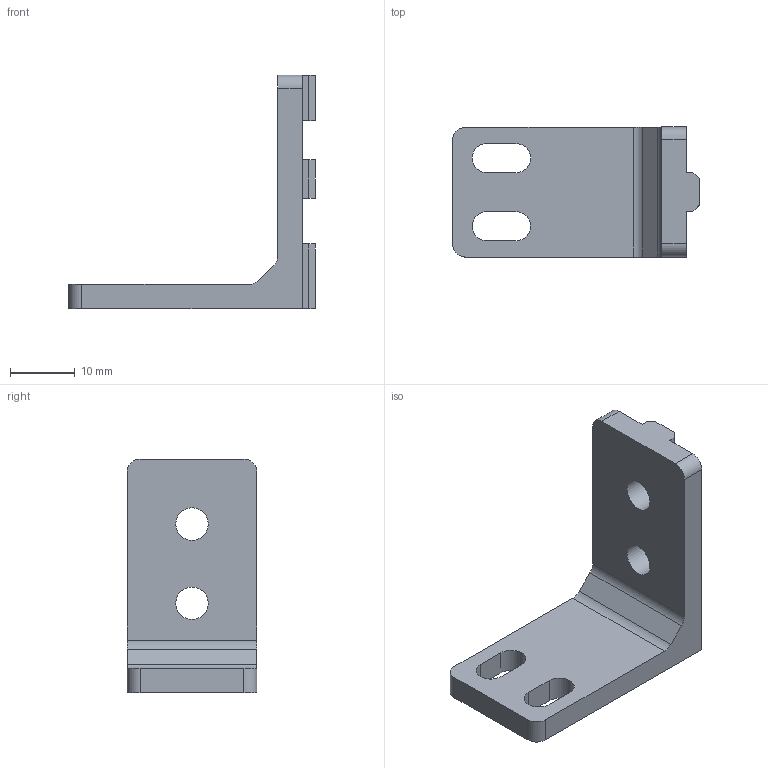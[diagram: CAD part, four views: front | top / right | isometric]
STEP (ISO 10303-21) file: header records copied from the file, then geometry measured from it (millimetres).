
FILE_DESCRIPTION(/* description */ ('STEP AP214'),/* implementation_level */ '2;1');
FILE_NAME(/* name */ '',/* time_stamp */ '2024-11-28T16:31:54+03:00',/* author */ ('Phantom'),/* organization */ ('UNSPECIFIED'),/* preprocessor_version */ 'ST-DEVELOPER v20',/* originating_system */ 'Autodesk Inventor 2025',/* authorisation */ '');
FILE_SCHEMA (('AUTOMOTIVE_DESIGN { 1 0 10303 214 3 1 1 }'));
Length unit declared in the file: millimetre
Products named in the file (1): уголок
Bounding box: 38 x 20 x 36 mm (x, y, z)
Volume: 5125.1 mm3; surface area: 3549.7 mm2
Topology: 1 solids, 1 shells, 44 faces, 123 edges, 82 vertices
Faces by surface type: plane 32, cylinder 12
Full cylindrical faces by diameter (mm): 5 x2
Entity records: 1479 total; most frequent: CARTESIAN_POINT 250, ORIENTED_EDGE 246, DIRECTION 237, EDGE_CURVE 123, LINE 99, VECTOR 99, VERTEX_POINT 82, AXIS2_PLACEMENT_3D 69
